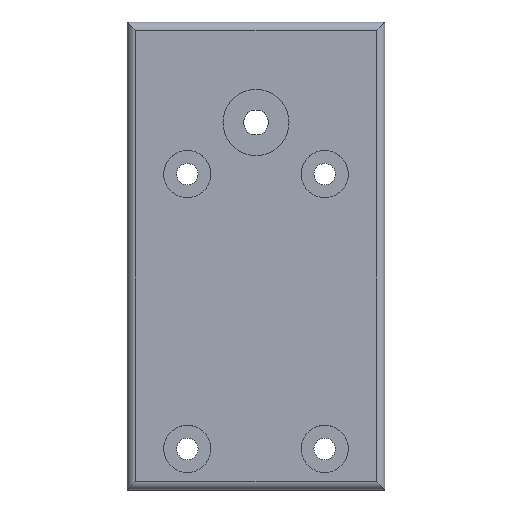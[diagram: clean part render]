
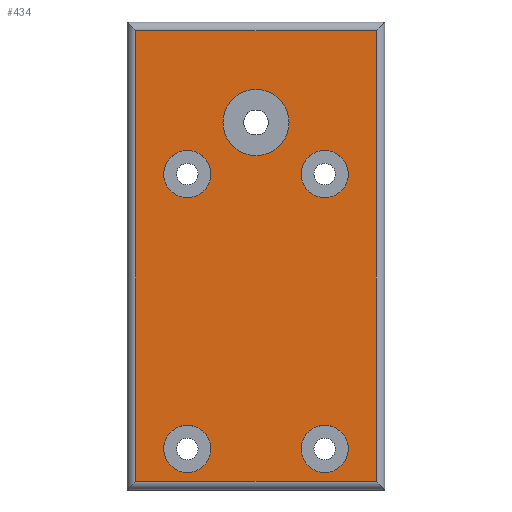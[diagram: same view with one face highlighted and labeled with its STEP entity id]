
A CAD part, top view. The second image highlights one B-rep face of the part: STEP entity #434.
In plain terms, the highlighted planar face has unit normal (0, 0, 1).
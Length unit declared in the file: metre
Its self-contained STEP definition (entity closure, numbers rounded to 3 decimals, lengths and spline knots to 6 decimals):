
#36=CIRCLE('',#484,0.00385);
#37=CIRCLE('',#485,0.00275);
#38=CIRCLE('',#486,0.00275);
#39=CIRCLE('',#487,0.00275);
#40=CIRCLE('',#488,0.00275);
#72=ORIENTED_EDGE('',*,*,#174,.T.);
#73=ORIENTED_EDGE('',*,*,#175,.T.);
#74=ORIENTED_EDGE('',*,*,#176,.T.);
#75=ORIENTED_EDGE('',*,*,#177,.T.);
#76=ORIENTED_EDGE('',*,*,#178,.F.);
#77=ORIENTED_EDGE('',*,*,#179,.T.);
#78=ORIENTED_EDGE('',*,*,#180,.T.);
#79=ORIENTED_EDGE('',*,*,#181,.T.);
#80=ORIENTED_EDGE('',*,*,#182,.T.);
#174=EDGE_CURVE('',#224,#225,#260,.T.);
#175=EDGE_CURVE('',#225,#226,#261,.F.);
#176=EDGE_CURVE('',#226,#227,#262,.F.);
#177=EDGE_CURVE('',#227,#224,#263,.T.);
#178=EDGE_CURVE('',#228,#228,#36,.T.);
#179=EDGE_CURVE('',#229,#229,#37,.T.);
#180=EDGE_CURVE('',#230,#230,#38,.T.);
#181=EDGE_CURVE('',#231,#231,#39,.T.);
#182=EDGE_CURVE('',#232,#232,#40,.T.);
#224=VERTEX_POINT('',#710);
#225=VERTEX_POINT('',#711);
#226=VERTEX_POINT('',#713);
#227=VERTEX_POINT('',#715);
#228=VERTEX_POINT('',#718);
#229=VERTEX_POINT('',#720);
#230=VERTEX_POINT('',#722);
#231=VERTEX_POINT('',#724);
#232=VERTEX_POINT('',#726);
#260=LINE('',#709,#288);
#261=LINE('',#712,#289);
#262=LINE('',#714,#290);
#263=LINE('',#716,#291);
#288=VECTOR('',#565,1.);
#289=VECTOR('',#566,1.);
#290=VECTOR('',#567,1.);
#291=VECTOR('',#568,1.);
#312=EDGE_LOOP('',(#72,#73,#74,#75));
#313=EDGE_LOOP('',(#76));
#314=EDGE_LOOP('',(#77));
#315=EDGE_LOOP('',(#78));
#316=EDGE_LOOP('',(#79));
#317=EDGE_LOOP('',(#80));
#368=FACE_BOUND('',#312,.T.);
#369=FACE_BOUND('',#313,.T.);
#370=FACE_BOUND('',#314,.T.);
#371=FACE_BOUND('',#315,.T.);
#372=FACE_BOUND('',#316,.T.);
#373=FACE_BOUND('',#317,.T.);
#417=PLANE('',#483);
#434=ADVANCED_FACE('',(#368,#369,#370,#371,#372,#373),#417,.T.);
#483=AXIS2_PLACEMENT_3D('',#708,#563,#564);
#484=AXIS2_PLACEMENT_3D('',#717,#569,#570);
#485=AXIS2_PLACEMENT_3D('',#719,#571,#572);
#486=AXIS2_PLACEMENT_3D('',#721,#573,#574);
#487=AXIS2_PLACEMENT_3D('',#723,#575,#576);
#488=AXIS2_PLACEMENT_3D('',#725,#577,#578);
#563=DIRECTION('',(0.,0.,1.));
#564=DIRECTION('',(1.,0.,0.));
#565=DIRECTION('',(1.,0.,0.));
#566=DIRECTION('',(0.,-1.,0.));
#567=DIRECTION('',(1.,0.,0.));
#568=DIRECTION('',(0.,-1.,0.));
#569=DIRECTION('',(0.,0.,1.));
#570=DIRECTION('',(1.,0.,0.));
#571=DIRECTION('',(0.,0.,-1.));
#572=DIRECTION('',(-1.,0.,0.));
#573=DIRECTION('',(0.,0.,-1.));
#574=DIRECTION('',(-1.,0.,0.));
#575=DIRECTION('',(0.,0.,-1.));
#576=DIRECTION('',(-1.,0.,0.));
#577=DIRECTION('',(0.,0.,-1.));
#578=DIRECTION('',(-1.,0.,0.));
#708=CARTESIAN_POINT('',(-0.008049,-0.014755,0.004));
#709=CARTESIAN_POINT('',(0.006951,-0.043285,0.004));
#710=CARTESIAN_POINT('',(-0.022049,-0.043285,0.004));
#711=CARTESIAN_POINT('',(0.005951,-0.043285,0.004));
#712=CARTESIAN_POINT('',(0.005951,-0.014755,0.004));
#713=CARTESIAN_POINT('',(0.005951,0.009205,0.004));
#714=CARTESIAN_POINT('',(-0.008049,0.009205,0.004));
#715=CARTESIAN_POINT('',(-0.022049,0.009205,0.004));
#716=CARTESIAN_POINT('',(-0.022049,-0.044285,0.004));
#717=CARTESIAN_POINT('',(-0.008049,-0.001505,0.004));
#718=CARTESIAN_POINT('',(-0.004199,-0.001505,0.004));
#719=CARTESIAN_POINT('',(-0.000049,-0.007505,0.004));
#720=CARTESIAN_POINT('',(-0.002799,-0.007505,0.004));
#721=CARTESIAN_POINT('',(-0.016049,-0.039505,0.004));
#722=CARTESIAN_POINT('',(-0.018799,-0.039505,0.004));
#723=CARTESIAN_POINT('',(-0.000049,-0.039505,0.004));
#724=CARTESIAN_POINT('',(-0.002799,-0.039505,0.004));
#725=CARTESIAN_POINT('',(-0.016049,-0.007505,0.004));
#726=CARTESIAN_POINT('',(-0.018799,-0.007505,0.004));
